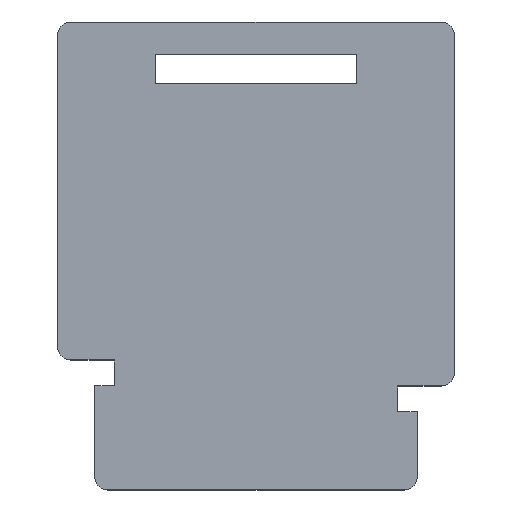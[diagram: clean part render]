
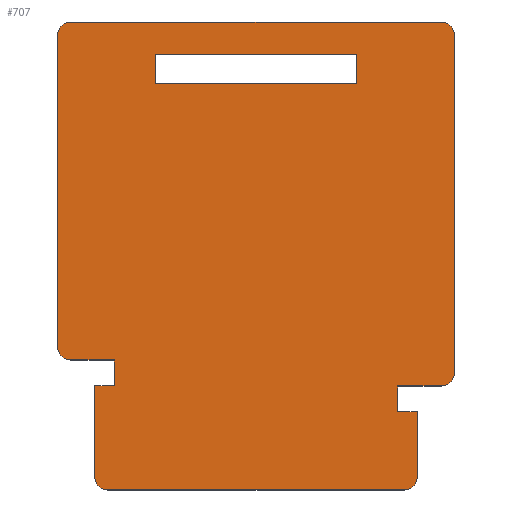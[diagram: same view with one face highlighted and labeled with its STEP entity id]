
A CAD part, top view. The second image highlights one B-rep face of the part: STEP entity #707.
In plain terms, the highlighted planar face has unit normal (0, 0, 1).
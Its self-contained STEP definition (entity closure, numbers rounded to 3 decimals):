
#168=DIRECTION('',(1.,0.,0.));
#169=VECTOR('',#168,22.8);
#170=CARTESIAN_POINT('',(-11.4,0.,3.));
#171=LINE('',#170,#169);
#172=CARTESIAN_POINT('',(-11.4,1.,3.));
#173=DIRECTION('',(0.,0.,1.));
#174=DIRECTION('',(-1.,0.,0.));
#175=AXIS2_PLACEMENT_3D('',#172,#173,#174);
#177=DIRECTION('',(0.,-1.,0.));
#178=VECTOR('',#177,7.);
#179=CARTESIAN_POINT('',(-12.4,8.,3.));
#180=LINE('',#179,#178);
#181=DIRECTION('',(-1.,0.,0.));
#182=VECTOR('',#181,1.5);
#183=CARTESIAN_POINT('',(-10.9,8.,3.));
#184=LINE('',#183,#182);
#185=DIRECTION('',(0.,-1.,0.));
#186=VECTOR('',#185,2.);
#187=CARTESIAN_POINT('',(-10.9,10.,3.));
#188=LINE('',#187,#186);
#189=DIRECTION('',(1.,0.,0.));
#190=VECTOR('',#189,3.35);
#191=CARTESIAN_POINT('',(-14.25,10.,3.));
#192=LINE('',#191,#190);
#193=CARTESIAN_POINT('',(-14.25,11.,3.));
#194=DIRECTION('',(0.,0.,1.));
#195=DIRECTION('',(-1.,0.,0.));
#196=AXIS2_PLACEMENT_3D('',#193,#194,#195);
#198=DIRECTION('',(0.,-1.,0.));
#199=VECTOR('',#198,24.);
#200=CARTESIAN_POINT('',(-15.25,35.,3.));
#201=LINE('',#200,#199);
#202=CARTESIAN_POINT('',(-14.25,35.,3.));
#203=DIRECTION('',(0.,0.,1.));
#204=DIRECTION('',(0.,1.,0.));
#205=AXIS2_PLACEMENT_3D('',#202,#203,#204);
#207=DIRECTION('',(-1.,0.,0.));
#208=VECTOR('',#207,28.5);
#209=CARTESIAN_POINT('',(14.25,36.,3.));
#210=LINE('',#209,#208);
#211=CARTESIAN_POINT('',(14.25,35.,3.));
#212=DIRECTION('',(0.,0.,1.));
#213=DIRECTION('',(1.,0.,0.));
#214=AXIS2_PLACEMENT_3D('',#211,#212,#213);
#216=DIRECTION('',(0.,1.,0.));
#217=VECTOR('',#216,26.);
#218=CARTESIAN_POINT('',(15.25,9.,3.));
#219=LINE('',#218,#217);
#220=CARTESIAN_POINT('',(14.25,9.,3.));
#221=DIRECTION('',(0.,0.,1.));
#222=DIRECTION('',(0.,-1.,0.));
#223=AXIS2_PLACEMENT_3D('',#220,#221,#222);
#225=DIRECTION('',(1.,0.,0.));
#226=VECTOR('',#225,3.35);
#227=CARTESIAN_POINT('',(10.9,8.,3.));
#228=LINE('',#227,#226);
#229=DIRECTION('',(0.,1.,0.));
#230=VECTOR('',#229,2.);
#231=CARTESIAN_POINT('',(10.9,6.,3.));
#232=LINE('',#231,#230);
#233=DIRECTION('',(-1.,0.,0.));
#234=VECTOR('',#233,1.5);
#235=CARTESIAN_POINT('',(12.4,6.,3.));
#236=LINE('',#235,#234);
#237=DIRECTION('',(0.,1.,0.));
#238=VECTOR('',#237,5.);
#239=CARTESIAN_POINT('',(12.4,1.,3.));
#240=LINE('',#239,#238);
#241=CARTESIAN_POINT('',(11.4,1.,3.));
#242=DIRECTION('',(0.,0.,1.));
#243=DIRECTION('',(0.,-1.,0.));
#244=AXIS2_PLACEMENT_3D('',#241,#242,#243);
#246=DIRECTION('',(1.,0.,0.));
#247=VECTOR('',#246,15.5);
#248=CARTESIAN_POINT('',(-7.75,33.5,3.));
#249=LINE('',#248,#247);
#250=DIRECTION('',(0.,1.,0.));
#251=VECTOR('',#250,2.2);
#252=CARTESIAN_POINT('',(-7.75,31.3,3.));
#253=LINE('',#252,#251);
#254=DIRECTION('',(-1.,0.,0.));
#255=VECTOR('',#254,15.5);
#256=CARTESIAN_POINT('',(7.75,31.3,3.));
#257=LINE('',#256,#255);
#258=DIRECTION('',(0.,-1.,0.));
#259=VECTOR('',#258,2.2);
#260=CARTESIAN_POINT('',(7.75,33.5,3.));
#261=LINE('',#260,#259);
#322=CARTESIAN_POINT('',(-11.4,0.,3.));
#323=CARTESIAN_POINT('',(11.4,0.,3.));
#324=VERTEX_POINT('',#322);
#325=VERTEX_POINT('',#323);
#326=CARTESIAN_POINT('',(12.4,1.,3.));
#327=VERTEX_POINT('',#326);
#328=CARTESIAN_POINT('',(12.4,6.,3.));
#329=VERTEX_POINT('',#328);
#330=CARTESIAN_POINT('',(10.9,6.,3.));
#331=VERTEX_POINT('',#330);
#332=CARTESIAN_POINT('',(10.9,8.,3.));
#333=VERTEX_POINT('',#332);
#334=CARTESIAN_POINT('',(14.25,8.,3.));
#335=VERTEX_POINT('',#334);
#336=CARTESIAN_POINT('',(15.25,9.,3.));
#337=VERTEX_POINT('',#336);
#338=CARTESIAN_POINT('',(15.25,35.,3.));
#339=VERTEX_POINT('',#338);
#340=CARTESIAN_POINT('',(14.25,36.,3.));
#341=VERTEX_POINT('',#340);
#342=CARTESIAN_POINT('',(-14.25,36.,3.));
#343=VERTEX_POINT('',#342);
#344=CARTESIAN_POINT('',(-15.25,35.,3.));
#345=VERTEX_POINT('',#344);
#346=CARTESIAN_POINT('',(-15.25,11.,3.));
#347=VERTEX_POINT('',#346);
#348=CARTESIAN_POINT('',(-14.25,10.,3.));
#349=VERTEX_POINT('',#348);
#350=CARTESIAN_POINT('',(-10.9,10.,3.));
#351=VERTEX_POINT('',#350);
#352=CARTESIAN_POINT('',(-10.9,8.,3.));
#353=VERTEX_POINT('',#352);
#354=CARTESIAN_POINT('',(-12.4,8.,3.));
#355=VERTEX_POINT('',#354);
#356=CARTESIAN_POINT('',(-12.4,1.,3.));
#357=VERTEX_POINT('',#356);
#358=CARTESIAN_POINT('',(-7.75,33.5,3.));
#359=CARTESIAN_POINT('',(7.75,33.5,3.));
#360=VERTEX_POINT('',#358);
#361=VERTEX_POINT('',#359);
#362=CARTESIAN_POINT('',(7.75,31.3,3.));
#363=VERTEX_POINT('',#362);
#364=CARTESIAN_POINT('',(-7.75,31.3,3.));
#365=VERTEX_POINT('',#364);
#672=CARTESIAN_POINT('',(0.,0.,3.));
#673=DIRECTION('',(0.,0.,1.));
#674=DIRECTION('',(1.,0.,0.));
#675=AXIS2_PLACEMENT_3D('',#672,#673,#674);
#676=PLANE('',#675);
#677=ORIENTED_EDGE('',*,*,#428,.F.);
#678=ORIENTED_EDGE('',*,*,#443,.F.);
#679=ORIENTED_EDGE('',*,*,#457,.F.);
#680=ORIENTED_EDGE('',*,*,#471,.F.);
#681=ORIENTED_EDGE('',*,*,#485,.F.);
#682=ORIENTED_EDGE('',*,*,#499,.F.);
#683=ORIENTED_EDGE('',*,*,#513,.F.);
#684=ORIENTED_EDGE('',*,*,#527,.F.);
#685=ORIENTED_EDGE('',*,*,#541,.F.);
#686=ORIENTED_EDGE('',*,*,#555,.F.);
#687=ORIENTED_EDGE('',*,*,#569,.F.);
#688=ORIENTED_EDGE('',*,*,#583,.F.);
#689=ORIENTED_EDGE('',*,*,#597,.F.);
#690=ORIENTED_EDGE('',*,*,#611,.F.);
#691=ORIENTED_EDGE('',*,*,#625,.F.);
#692=ORIENTED_EDGE('',*,*,#639,.F.);
#693=ORIENTED_EDGE('',*,*,#653,.F.);
#694=ORIENTED_EDGE('',*,*,#666,.F.);
#695=EDGE_LOOP('',(#677,#678,#679,#680,#681,#682,#683,#684,#685,#686,#687,#688,
#689,#690,#691,#692,#693,#694));
#696=FACE_OUTER_BOUND('',#695,.F.);
#698=ORIENTED_EDGE('',*,*,#697,.F.);
#700=ORIENTED_EDGE('',*,*,#699,.F.);
#702=ORIENTED_EDGE('',*,*,#701,.F.);
#704=ORIENTED_EDGE('',*,*,#703,.F.);
#705=EDGE_LOOP('',(#698,#700,#702,#704));
#706=FACE_BOUND('',#705,.F.);
#707=ADVANCED_FACE('',(#696,#706),#676,.T.);
#176=CIRCLE('',#175,1.);
#197=CIRCLE('',#196,1.);
#206=CIRCLE('',#205,1.);
#215=CIRCLE('',#214,1.);
#224=CIRCLE('',#223,1.);
#245=CIRCLE('',#244,1.);
#428=EDGE_CURVE('',#324,#325,#171,.T.);
#443=EDGE_CURVE('',#357,#324,#176,.T.);
#457=EDGE_CURVE('',#355,#357,#180,.T.);
#471=EDGE_CURVE('',#353,#355,#184,.T.);
#485=EDGE_CURVE('',#351,#353,#188,.T.);
#499=EDGE_CURVE('',#349,#351,#192,.T.);
#513=EDGE_CURVE('',#347,#349,#197,.T.);
#527=EDGE_CURVE('',#345,#347,#201,.T.);
#541=EDGE_CURVE('',#343,#345,#206,.T.);
#555=EDGE_CURVE('',#341,#343,#210,.T.);
#569=EDGE_CURVE('',#339,#341,#215,.T.);
#583=EDGE_CURVE('',#337,#339,#219,.T.);
#597=EDGE_CURVE('',#335,#337,#224,.T.);
#611=EDGE_CURVE('',#333,#335,#228,.T.);
#625=EDGE_CURVE('',#331,#333,#232,.T.);
#639=EDGE_CURVE('',#329,#331,#236,.T.);
#653=EDGE_CURVE('',#327,#329,#240,.T.);
#666=EDGE_CURVE('',#325,#327,#245,.T.);
#697=EDGE_CURVE('',#360,#361,#249,.T.);
#699=EDGE_CURVE('',#365,#360,#253,.T.);
#701=EDGE_CURVE('',#363,#365,#257,.T.);
#703=EDGE_CURVE('',#361,#363,#261,.T.);
